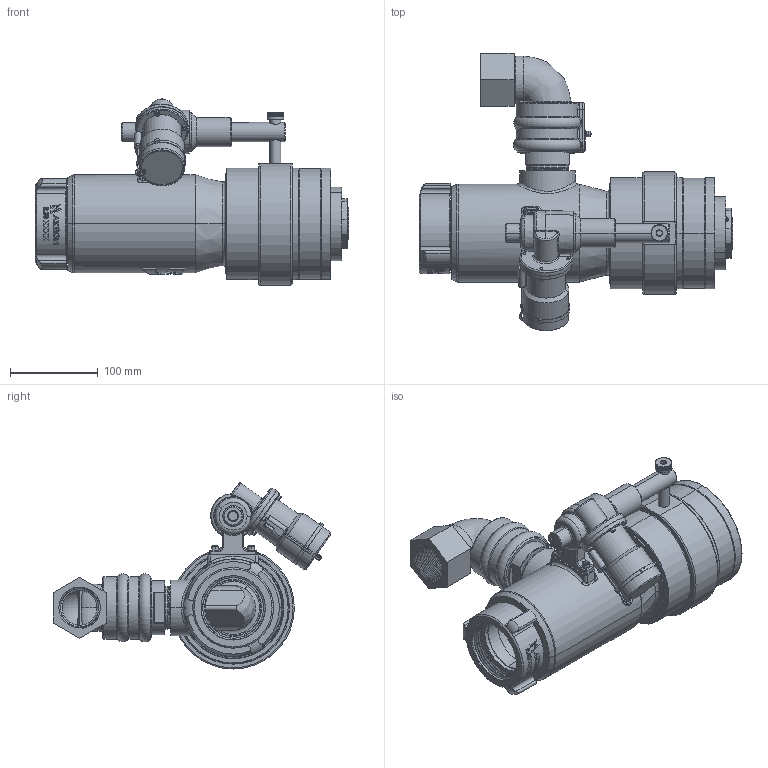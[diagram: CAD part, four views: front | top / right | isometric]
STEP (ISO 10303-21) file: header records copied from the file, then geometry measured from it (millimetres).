
FILE_DESCRIPTION((''),'2;1');
FILE_NAME('ELECTRIC_2_5_W_ELBOW','2016-10-26T',('sobrien2'),(''),'CREO PARAMETRIC BY PTC INC, 2015290','CREO PARAMETRIC BY PTC INC, 2015290','');
FILE_SCHEMA(('CONFIG_CONTROL_DESIGN'));
Length unit declared in the file: inch
Products named in the file (1): ELECTRIC_2_5_W_ELBOW
Bounding box: 357.71 x 316.8 x 212.41 mm (x, y, z)
Surface area: 587375.1 mm2 (no closed solid volume)
Topology: 0 solids, 143 shells, 1333 faces, 4333 edges, 3127 vertices
Faces by surface type: cylinder 489, plane 365, cone 188, bspline 175, torus 103, sphere 13
Entity records: 90274 total; most frequent: CARTESIAN_POINT 55530, ORIENTED_EDGE 6878, DIRECTION 6510, EDGE_CURVE 4325, VERTEX_POINT 3127, AXIS2_PLACEMENT_3D 2467, VECTOR 1576, LINE 1576
